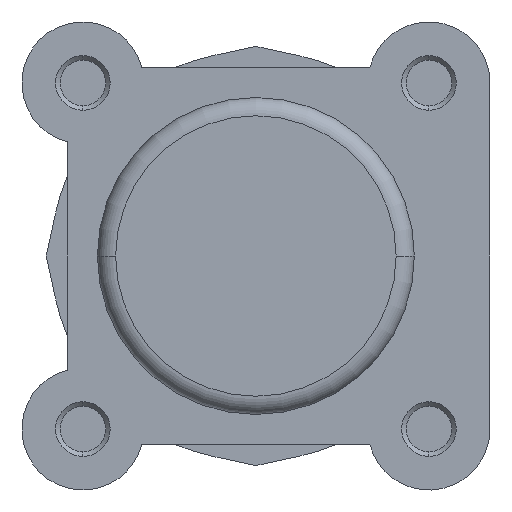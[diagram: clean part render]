
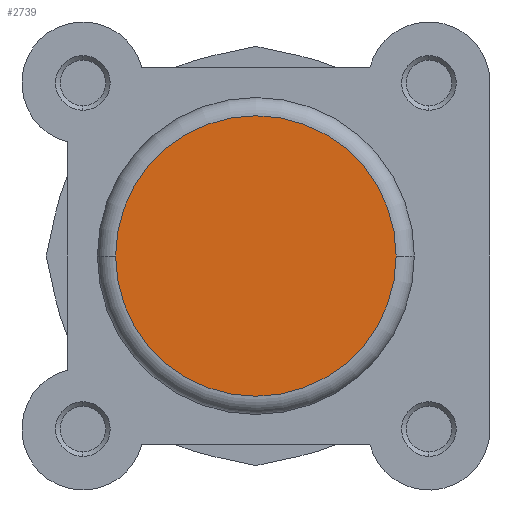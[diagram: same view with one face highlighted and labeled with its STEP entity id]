
A CAD part, left-side view. The second image highlights one B-rep face of the part: STEP entity #2739.
In plain terms, the highlighted planar face has unit normal (-1, 0, 0).
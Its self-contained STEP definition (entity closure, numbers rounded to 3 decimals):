
#1016 = CARTESIAN_POINT ( 'NONE',  ( 0., -15.4, 0. ) ) ;
#1138 = CARTESIAN_POINT ( 'NONE',  ( 0., 15.4, 0. ) ) ;
#1583 = EDGE_CURVE ( 'NONE', #5643, #5765, #3233, .T. ) ;
#1639 = EDGE_CURVE ( 'NONE', #5765, #5643, #3308, .T. ) ;
#1929 = AXIS2_PLACEMENT_3D ( 'NONE', #2633, #2639, #2645 ) ;
#1963 = AXIS2_PLACEMENT_3D ( 'NONE', #3927, #3934, #3935 ) ;
#2178 = AXIS2_PLACEMENT_3D ( 'NONE', #4835, #4845, #4846 ) ;
#2315 = ORIENTED_EDGE ( 'NONE', *, *, #1583, .T. ) ;
#2316 = ORIENTED_EDGE ( 'NONE', *, *, #1639, .T. ) ;
#2633 = CARTESIAN_POINT ( 'NONE',  ( 0., 0., 0. ) ) ;
#2639 = DIRECTION ( 'NONE',  ( -1., 0., 0. ) ) ;
#2645 = DIRECTION ( 'NONE',  ( 0., 1., 0. ) ) ;
#2739 = ADVANCED_FACE ( 'NONE', ( #3777 ), #4832, .F. ) ;
#3233 = CIRCLE ( 'NONE', #1929, 15.4 ) ;
#3308 = CIRCLE ( 'NONE', #1963, 15.4 ) ;
#3777 = FACE_OUTER_BOUND ( 'NONE', #5339, .T. ) ;
#3927 = CARTESIAN_POINT ( 'NONE',  ( 0., 0., 0. ) ) ;
#3934 = DIRECTION ( 'NONE',  ( -1., 0., 0. ) ) ;
#3935 = DIRECTION ( 'NONE',  ( 0., 1., 0. ) ) ;
#4832 = PLANE ( 'NONE',  #2178 ) ;
#4835 = CARTESIAN_POINT ( 'NONE',  ( 0., 0., 0. ) ) ;
#4845 = DIRECTION ( 'NONE',  ( 1., 0., 0. ) ) ;
#4846 = DIRECTION ( 'NONE',  ( 0., 1., 0. ) ) ;
#5339 = EDGE_LOOP ( 'NONE', ( #2316, #2315 ) ) ;
#5643 = VERTEX_POINT ( 'NONE', #1016 ) ;
#5765 = VERTEX_POINT ( 'NONE', #1138 ) ;
